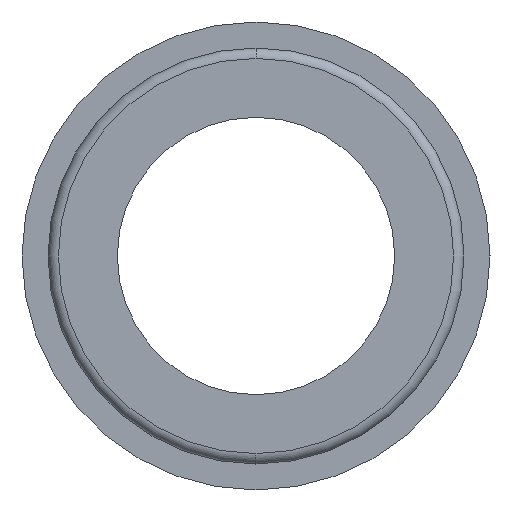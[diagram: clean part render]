
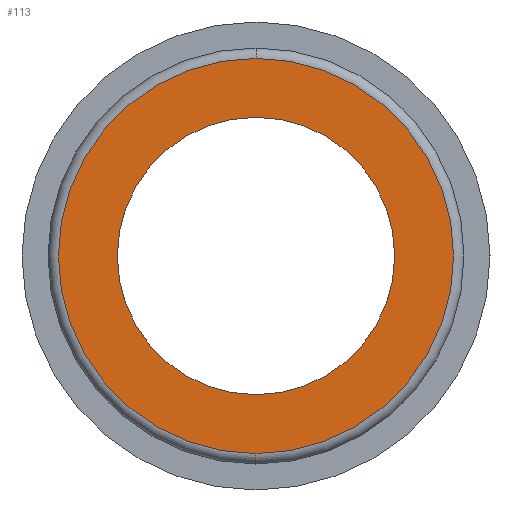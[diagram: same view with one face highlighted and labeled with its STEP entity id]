
A CAD part, left-side view. The second image highlights one B-rep face of the part: STEP entity #113.
In plain terms, the highlighted planar face has unit normal (-1, 0, 0).
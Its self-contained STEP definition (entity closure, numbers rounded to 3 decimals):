
#113=ADVANCED_FACE('',(#257,#258),#259,.T.);
#257=FACE_BOUND('',#402,.T.);
#258=FACE_OUTER_BOUND('',#403,.T.);
#259=PLANE('',#404);
#402=EDGE_LOOP('',(#939,#940));
#403=EDGE_LOOP('',(#941,#942,#943));
#404=AXIS2_PLACEMENT_3D('',#944,#945,#946);
#939=ORIENTED_EDGE('',*,*,#1092,.T.);
#940=ORIENTED_EDGE('',*,*,#1022,.T.);
#941=ORIENTED_EDGE('',*,*,#1114,.T.);
#942=ORIENTED_EDGE('',*,*,#951,.T.);
#943=ORIENTED_EDGE('',*,*,#1115,.T.);
#944=CARTESIAN_POINT('',(-30.1,-5.7,0.0));
#945=DIRECTION('',(-1.0,0.,0.0));
#946=DIRECTION('',(0.,-1.0,0.0));
#951=EDGE_CURVE('',#1117,#1123,#1125,.T.);
#1022=EDGE_CURVE('',#1251,#1255,#1257,.T.);
#1092=EDGE_CURVE('',#1255,#1251,#1369,.T.);
#1114=EDGE_CURVE('',#1392,#1117,#1393,.T.);
#1115=EDGE_CURVE('',#1123,#1392,#1394,.T.);
#1117=VERTEX_POINT('',#1396);
#1123=VERTEX_POINT('',#1402);
#1125=CIRCLE('',#1404,11.4);
#1251=VERTEX_POINT('',#1550);
#1255=VERTEX_POINT('',#1555);
#1257=CIRCLE('',#1558,8.0);
#1369=CIRCLE('',#1786,8.0);
#1392=VERTEX_POINT('',#1809);
#1393=CIRCLE('',#1810,11.4);
#1394=CIRCLE('',#1811,11.4);
#1396=CARTESIAN_POINT('',(-30.1,0.,11.4));
#1402=CARTESIAN_POINT('',(-30.1,0.,-11.4));
#1404=AXIS2_PLACEMENT_3D('',#1824,#1825,#1826);
#1550=CARTESIAN_POINT('',(-30.1,0.,-8.0));
#1555=CARTESIAN_POINT('',(-30.1,0.,8.0));
#1558=AXIS2_PLACEMENT_3D('',#1993,#1994,#1995);
#1786=AXIS2_PLACEMENT_3D('',#2099,#2100,#2101);
#1809=CARTESIAN_POINT('',(-30.1,-11.4,0.0));
#1810=AXIS2_PLACEMENT_3D('',#2165,#2166,#2167);
#1811=AXIS2_PLACEMENT_3D('',#2168,#2169,#2170);
#1824=CARTESIAN_POINT('',(-30.1,0.,0.0));
#1825=DIRECTION('',(-1.0,0.,0.0));
#1826=DIRECTION('',(0.,-1.0,0.0));
#1993=CARTESIAN_POINT('',(-30.1,0.0,0.0));
#1994=DIRECTION('',(1.0,0.,0.0));
#1995=DIRECTION('',(0.0,0.0,-1.0));
#2099=CARTESIAN_POINT('',(-30.1,0.0,0.0));
#2100=DIRECTION('',(1.0,0.,0.0));
#2101=DIRECTION('',(0.0,0.0,-1.0));
#2165=CARTESIAN_POINT('',(-30.1,0.,0.0));
#2166=DIRECTION('',(-1.0,0.,0.0));
#2167=DIRECTION('',(0.,-1.0,0.0));
#2168=CARTESIAN_POINT('',(-30.1,0.,0.0));
#2169=DIRECTION('',(-1.0,0.,0.0));
#2170=DIRECTION('',(0.,-1.0,0.0));
